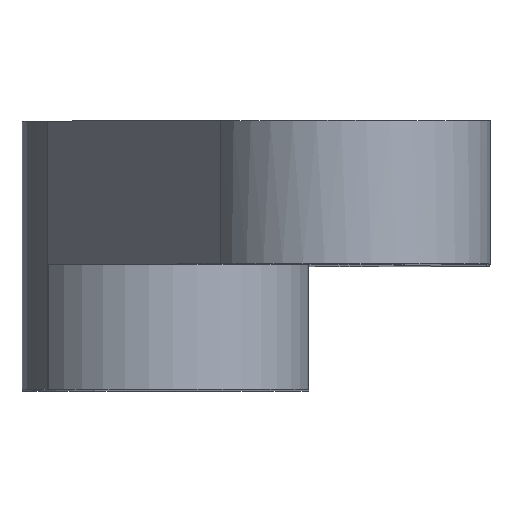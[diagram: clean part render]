
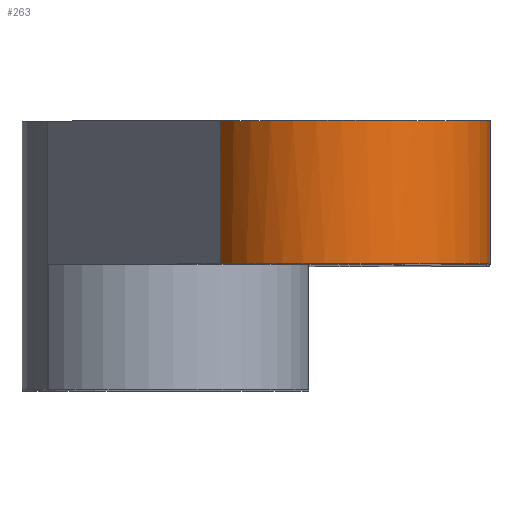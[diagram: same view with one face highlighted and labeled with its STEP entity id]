
A CAD part, top view. The second image highlights one B-rep face of the part: STEP entity #263.
In plain terms, the highlighted cylindrical face has radius 15 mm (diameter 30 mm), a partial arc.
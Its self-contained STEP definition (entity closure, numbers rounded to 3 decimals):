
#205=CARTESIAN_POINT('',(34.01,28.1,170.));
#206=DIRECTION('',(0.,-1.,0.));
#207=DIRECTION('',(0.,0.,-1.));
#208=AXIS2_PLACEMENT_3D('',#205,#206,#207);
#209=CYLINDRICAL_SURFACE('',#208,15.);
#210=CARTESIAN_POINT('',(49.,13.1,170.537));
#211=VERTEX_POINT('',#210);
#212=CARTESIAN_POINT('',(34.01,13.1,185.));
#213=VERTEX_POINT('',#212);
#214=CARTESIAN_POINT('',(34.01,13.1,170.));
#215=DIRECTION('',(0.,-1.,0.));
#216=DIRECTION('',(1.,0.,0.));
#217=AXIS2_PLACEMENT_3D('',#214,#215,#216);
#218=CIRCLE('',#217,15.);
#219=EDGE_CURVE('',#211,#213,#218,.T.);
#220=ORIENTED_EDGE('',*,*,#219,.F.);
#221=CARTESIAN_POINT('',(49.,28.1,170.537));
#222=VERTEX_POINT('',#221);
#223=CARTESIAN_POINT('',(49.,28.1,170.537));
#224=DIRECTION('',(0.,-1.,0.));
#225=VECTOR('',#224,15.);
#226=LINE('',#223,#225);
#227=EDGE_CURVE('',#222,#211,#226,.T.);
#228=ORIENTED_EDGE('',*,*,#227,.F.);
#229=CARTESIAN_POINT('',(20.739,28.1,176.991));
#230=VERTEX_POINT('',#229);
#231=CARTESIAN_POINT('',(34.01,28.1,170.));
#232=DIRECTION('',(0.,-1.,0.));
#233=DIRECTION('',(1.,0.,0.));
#234=AXIS2_PLACEMENT_3D('',#231,#232,#233);
#235=CIRCLE('',#234,15.);
#236=EDGE_CURVE('',#222,#230,#235,.T.);
#237=ORIENTED_EDGE('',*,*,#236,.T.);
#238=CARTESIAN_POINT('',(20.739,13.1,176.991));
#239=VERTEX_POINT('',#238);
#240=CARTESIAN_POINT('',(20.739,28.1,176.991));
#241=DIRECTION('',(0.,-1.,0.));
#242=VECTOR('',#241,15.);
#243=LINE('',#240,#242);
#244=EDGE_CURVE('',#230,#239,#243,.T.);
#245=ORIENTED_EDGE('',*,*,#244,.T.);
#246=CARTESIAN_POINT('',(34.,13.1,185.));
#247=VERTEX_POINT('',#246);
#248=CARTESIAN_POINT('',(34.01,13.1,170.));
#249=DIRECTION('',(0.,-1.,0.));
#250=DIRECTION('',(1.,0.,0.));
#251=AXIS2_PLACEMENT_3D('',#248,#249,#250);
#252=CIRCLE('',#251,15.);
#253=EDGE_CURVE('',#247,#239,#252,.T.);
#254=ORIENTED_EDGE('',*,*,#253,.F.);
#255=CARTESIAN_POINT('',(34.01,13.1,185.));
#256=DIRECTION('',(-1.,0.,0.));
#257=VECTOR('',#256,0.01);
#258=LINE('',#255,#257);
#259=EDGE_CURVE('',#213,#247,#258,.T.);
#260=ORIENTED_EDGE('',*,*,#259,.F.);
#261=EDGE_LOOP('',(#220,#228,#237,#245,#254,#260));
#262=FACE_BOUND('',#261,.T.);
#263=ADVANCED_FACE('',(#262),#209,.T.);
